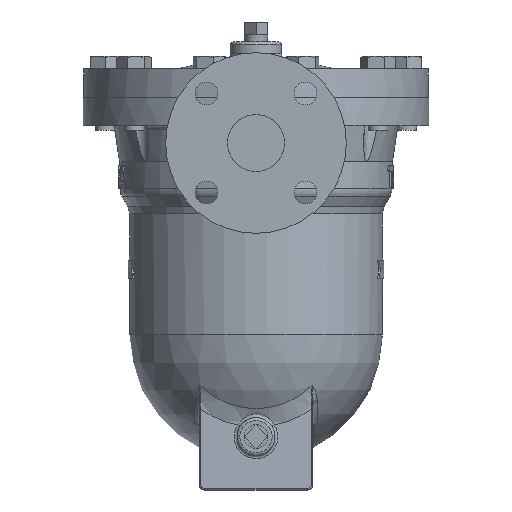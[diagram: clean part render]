
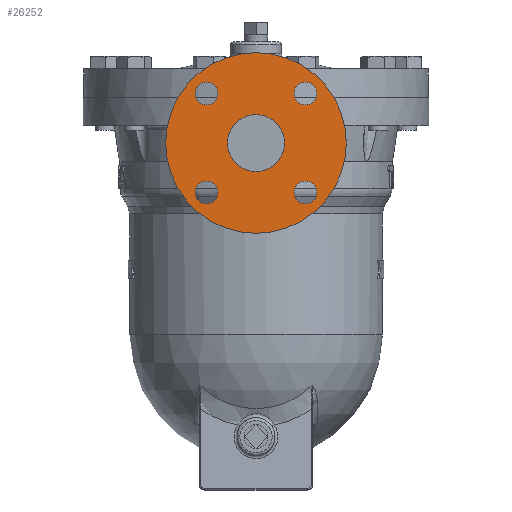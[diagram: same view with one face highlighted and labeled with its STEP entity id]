
A CAD part, left-side view. The second image highlights one B-rep face of the part: STEP entity #26252.
In plain terms, the highlighted planar face has unit normal (-1, 0, 0).
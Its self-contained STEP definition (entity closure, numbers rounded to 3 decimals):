
#25812=CARTESIAN_POINT('',(-169.5,0.0,31.5));
#25813=VERTEX_POINT('',#25812);
#25814=CARTESIAN_POINT('',(-169.5,0.0,-32.));
#25815=DIRECTION('',(-1.0,0.0,0.0));
#25816=DIRECTION('',(0.0,0.0,1.0));
#25817=AXIS2_PLACEMENT_3D('',#25814,#25815,#25816);
#25818=CIRCLE('',#25817,63.5);
#25819=EDGE_CURVE('',#25813,#25813,#25818,.T.);
#25843=CARTESIAN_POINT('',(-169.5,0.,-12.));
#25844=VERTEX_POINT('',#25843);
#25845=CARTESIAN_POINT('',(-169.5,0.0,-32.));
#25846=DIRECTION('',(1.0,0.0,0.0));
#25847=DIRECTION('',(0.0,0.0,-1.0));
#25848=AXIS2_PLACEMENT_3D('',#25845,#25846,#25847);
#25849=CIRCLE('',#25848,20.0);
#25850=EDGE_CURVE('',#25844,#25844,#25849,.T.);
#25890=CARTESIAN_POINT('',(-169.5,-42.79,2.79));
#25891=VERTEX_POINT('',#25890);
#25892=CARTESIAN_POINT('',(-169.5,-34.79,2.79));
#25893=DIRECTION('',(1.0,0.0,0.0));
#25894=DIRECTION('',(0.0,-1.0,0.0));
#25895=AXIS2_PLACEMENT_3D('',#25892,#25893,#25894);
#25896=CIRCLE('',#25895,8.0);
#25897=EDGE_CURVE('',#25891,#25891,#25896,.T.);
#25931=CARTESIAN_POINT('',(-169.5,-34.79,-74.79));
#25932=VERTEX_POINT('',#25931);
#25933=CARTESIAN_POINT('',(-169.5,-34.79,-66.79));
#25934=DIRECTION('',(1.0,0.0,0.0));
#25935=DIRECTION('',(0.0,0.0,-1.0));
#25936=AXIS2_PLACEMENT_3D('',#25933,#25934,#25935);
#25937=CIRCLE('',#25936,8.0);
#25938=EDGE_CURVE('',#25932,#25932,#25937,.T.);
#25972=CARTESIAN_POINT('',(-169.5,42.79,-66.79));
#25973=VERTEX_POINT('',#25972);
#25974=CARTESIAN_POINT('',(-169.5,34.79,-66.79));
#25975=DIRECTION('',(1.0,0.0,0.0));
#25976=DIRECTION('',(0.0,1.0,0.0));
#25977=AXIS2_PLACEMENT_3D('',#25974,#25975,#25976);
#25978=CIRCLE('',#25977,8.0);
#25979=EDGE_CURVE('',#25973,#25973,#25978,.T.);
#26013=CARTESIAN_POINT('',(-169.5,34.79,10.79));
#26014=VERTEX_POINT('',#26013);
#26015=CARTESIAN_POINT('',(-169.5,34.79,2.79));
#26016=DIRECTION('',(1.0,0.0,0.0));
#26017=DIRECTION('',(0.0,0.0,1.0));
#26018=AXIS2_PLACEMENT_3D('',#26015,#26016,#26017);
#26019=CIRCLE('',#26018,8.0);
#26020=EDGE_CURVE('',#26014,#26014,#26019,.T.);
#26229=CARTESIAN_POINT('',(-169.5,0.0,-0.25));
#26230=DIRECTION('',(-1.0,0.0,0.0));
#26231=DIRECTION('',(0.0,0.0,1.0));
#26232=AXIS2_PLACEMENT_3D('',#26229,#26230,#26231);
#26233=PLANE('',#26232);
#26234=ORIENTED_EDGE('',*,*,#25819,.T.);
#26235=EDGE_LOOP('',(#26234));
#26236=FACE_OUTER_BOUND('',#26235,.T.);
#26237=ORIENTED_EDGE('',*,*,#25850,.T.);
#26238=EDGE_LOOP('',(#26237));
#26239=FACE_BOUND('',#26238,.T.);
#26240=ORIENTED_EDGE('',*,*,#25897,.T.);
#26241=EDGE_LOOP('',(#26240));
#26242=FACE_BOUND('',#26241,.T.);
#26243=ORIENTED_EDGE('',*,*,#25938,.T.);
#26244=EDGE_LOOP('',(#26243));
#26245=FACE_BOUND('',#26244,.T.);
#26246=ORIENTED_EDGE('',*,*,#25979,.T.);
#26247=EDGE_LOOP('',(#26246));
#26248=FACE_BOUND('',#26247,.T.);
#26249=ORIENTED_EDGE('',*,*,#26020,.T.);
#26250=EDGE_LOOP('',(#26249));
#26251=FACE_BOUND('',#26250,.T.);
#26252=ADVANCED_FACE('',(#26236,#26239,#26242,#26245,#26248,#26251),#26233,.T.);
